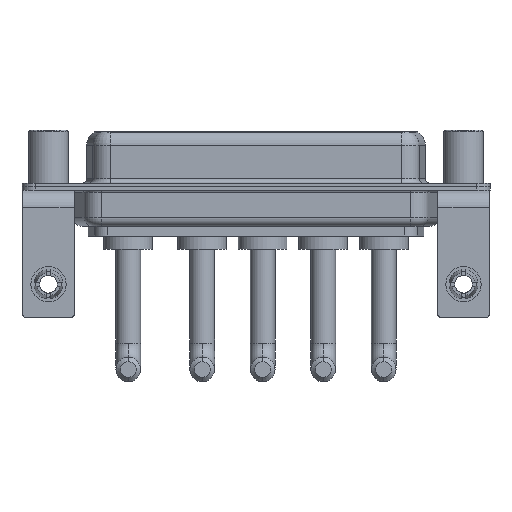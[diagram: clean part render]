
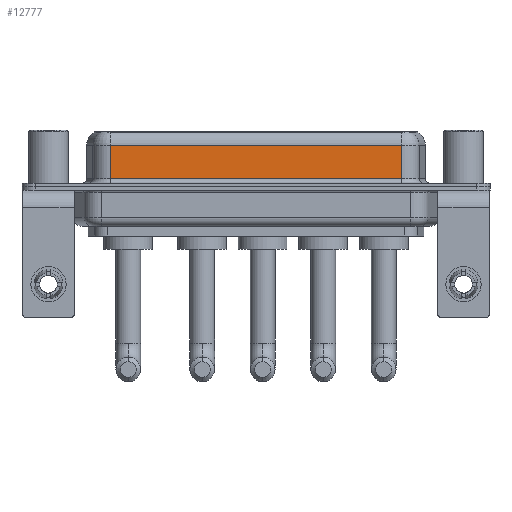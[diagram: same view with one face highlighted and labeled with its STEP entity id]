
A CAD part, front view. The second image highlights one B-rep face of the part: STEP entity #12777.
In plain terms, the highlighted planar face has unit normal (0, -1, 0).
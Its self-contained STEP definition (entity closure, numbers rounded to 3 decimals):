
#1539 = DIRECTION ( 'NONE',  ( 0., 1., 0. ) ) ;
#2740 = VERTEX_POINT ( 'NONE', #10122 ) ;
#3758 = LINE ( 'NONE', #14064, #9251 ) ;
#3999 = ORIENTED_EDGE ( 'NONE', *, *, #5535, .T. ) ;
#4094 = EDGE_CURVE ( 'NONE', #4934, #2740, #7716, .T. ) ;
#4097 = FACE_OUTER_BOUND ( 'NONE', #14429, .T. ) ;
#4685 = CARTESIAN_POINT ( 'NONE',  ( 40.037, -3.95, 4.65 ) ) ;
#4934 = VERTEX_POINT ( 'NONE', #6041 ) ;
#4989 = LINE ( 'NONE', #14686, #11091 ) ;
#5324 = EDGE_CURVE ( 'NONE', #13911, #8271, #4989, .T. ) ;
#5535 = EDGE_CURVE ( 'NONE', #2740, #8271, #3758, .T. ) ;
#5640 = VECTOR ( 'NONE', #12203, 1000. ) ;
#6041 = CARTESIAN_POINT ( 'NONE',  ( 7.013, -3.95, 4.65 ) ) ;
#6313 = CARTESIAN_POINT ( 'NONE',  ( 7.013, -3.95, 6.4 ) ) ;
#6600 = ORIENTED_EDGE ( 'NONE', *, *, #5324, .F. ) ;
#7185 = ORIENTED_EDGE ( 'NONE', *, *, #4094, .T. ) ;
#7716 = LINE ( 'NONE', #6313, #14191 ) ;
#7817 = CARTESIAN_POINT ( 'NONE',  ( 40.037, -3.95, 6.4 ) ) ;
#7975 = DIRECTION ( 'NONE',  ( 0., 0., 1. ) ) ;
#8271 = VERTEX_POINT ( 'NONE', #9862 ) ;
#8750 = EDGE_CURVE ( 'NONE', #13911, #4934, #9744, .T. ) ;
#9251 = VECTOR ( 'NONE', #10351, 1000. ) ;
#9744 = LINE ( 'NONE', #13768, #5640 ) ;
#9862 = CARTESIAN_POINT ( 'NONE',  ( 40.037, -3.95, 0.9 ) ) ;
#10033 = DIRECTION ( 'NONE',  ( 0., 0., -1. ) ) ;
#10122 = CARTESIAN_POINT ( 'NONE',  ( 7.013, -3.95, 0.9 ) ) ;
#10351 = DIRECTION ( 'NONE',  ( 1., 0., 0. ) ) ;
#11091 = VECTOR ( 'NONE', #10033, 1000. ) ;
#11343 = DIRECTION ( 'NONE',  ( 0., 0., -1. ) ) ;
#12203 = DIRECTION ( 'NONE',  ( -1., 0., 0. ) ) ;
#12777 = ADVANCED_FACE ( 'NONE', ( #4097 ), #14083, .F. ) ;
#12792 = AXIS2_PLACEMENT_3D ( 'NONE', #7817, #1539, #7975 ) ;
#13199 = ORIENTED_EDGE ( 'NONE', *, *, #8750, .T. ) ;
#13768 = CARTESIAN_POINT ( 'NONE',  ( 40.037, -3.95, 4.65 ) ) ;
#13911 = VERTEX_POINT ( 'NONE', #4685 ) ;
#14064 = CARTESIAN_POINT ( 'NONE',  ( 40.037, -3.95, 0.9 ) ) ;
#14083 = PLANE ( 'NONE',  #12792 ) ;
#14191 = VECTOR ( 'NONE', #11343, 1000. ) ;
#14429 = EDGE_LOOP ( 'NONE', ( #6600, #13199, #7185, #3999 ) ) ;
#14686 = CARTESIAN_POINT ( 'NONE',  ( 40.037, -3.95, 6.4 ) ) ;
